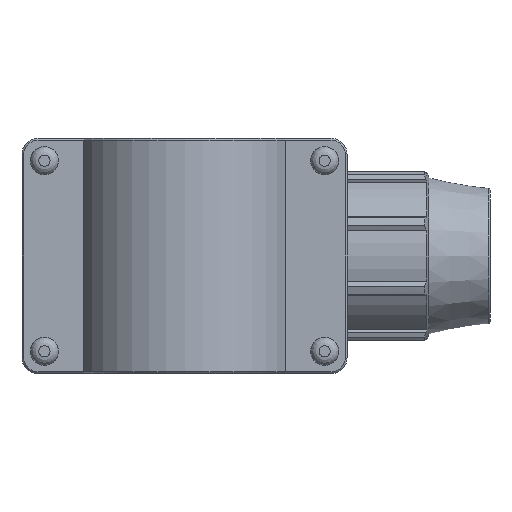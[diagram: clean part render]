
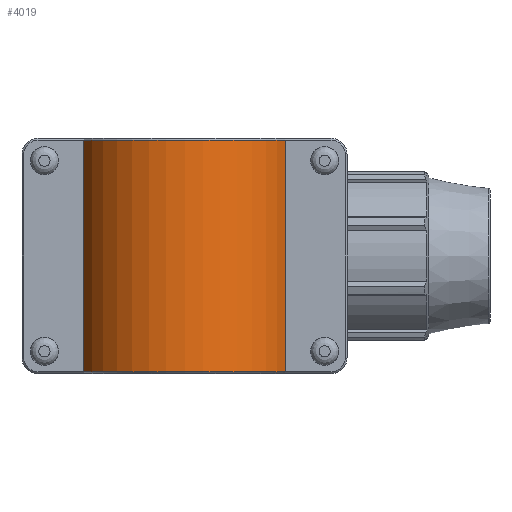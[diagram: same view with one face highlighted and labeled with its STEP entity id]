
A CAD part, front view. The second image highlights one B-rep face of the part: STEP entity #4019.
In plain terms, the highlighted cylindrical face has radius 39.375 mm (diameter 78.75 mm), a partial arc.
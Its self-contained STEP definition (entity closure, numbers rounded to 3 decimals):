
#125=CYLINDRICAL_SURFACE('',#4391,39.375);
#414=FACE_OUTER_BOUND('',#699,.T.);
#699=EDGE_LOOP('',(#3208,#3209,#3210,#3211));
#1011=LINE('',#6906,#1315);
#1012=LINE('',#6908,#1316);
#1315=VECTOR('',#5358,82.74);
#1316=VECTOR('',#5361,82.74);
#1507=CIRCLE('',#4373,39.375);
#1508=CIRCLE('',#4376,39.375);
#1827=VERTEX_POINT('',#6846);
#1828=VERTEX_POINT('',#6851);
#1829=VERTEX_POINT('',#6858);
#1831=VERTEX_POINT('',#6867);
#2298=EDGE_CURVE('',#1827,#1828,#1507,.T.);
#2304=EDGE_CURVE('',#1831,#1829,#1508,.T.);
#2321=EDGE_CURVE('',#1827,#1829,#1011,.T.);
#2322=EDGE_CURVE('',#1828,#1831,#1012,.T.);
#3208=ORIENTED_EDGE('',*,*,#2298,.F.);
#3209=ORIENTED_EDGE('',*,*,#2321,.T.);
#3210=ORIENTED_EDGE('',*,*,#2304,.F.);
#3211=ORIENTED_EDGE('',*,*,#2322,.F.);
#4019=ADVANCED_FACE('',(#414),#125,.T.);
#4373=AXIS2_PLACEMENT_3D('',#6852,#5308,#5309);
#4376=AXIS2_PLACEMENT_3D('',#6872,#5316,#5317);
#4391=AXIS2_PLACEMENT_3D('',#6907,#5359,#5360);
#5308=DIRECTION('center_axis',(0.,0.,-1.));
#5309=DIRECTION('ref_axis',(1.,0.,0.));
#5316=DIRECTION('center_axis',(0.,0.,1.));
#5317=DIRECTION('ref_axis',(1.,0.,0.));
#5358=DIRECTION('',(0.,0.,1.));
#5359=DIRECTION('center_axis',(0.,0.,1.));
#5360=DIRECTION('ref_axis',(1.,0.,0.));
#5361=DIRECTION('',(0.,0.,1.));
#6846=CARTESIAN_POINT('',(36.088,-15.75,-41.37));
#6851=CARTESIAN_POINT('',(-36.088,-15.75,-41.37));
#6852=CARTESIAN_POINT('Origin',(0.,0.,-41.37));
#6858=CARTESIAN_POINT('',(36.088,-15.75,41.37));
#6867=CARTESIAN_POINT('',(-36.088,-15.75,41.37));
#6872=CARTESIAN_POINT('Origin',(0.,0.,41.37));
#6906=CARTESIAN_POINT('',(36.088,-15.75,0.));
#6907=CARTESIAN_POINT('Origin',(0.,0.,0.));
#6908=CARTESIAN_POINT('',(-36.088,-15.75,0.));
